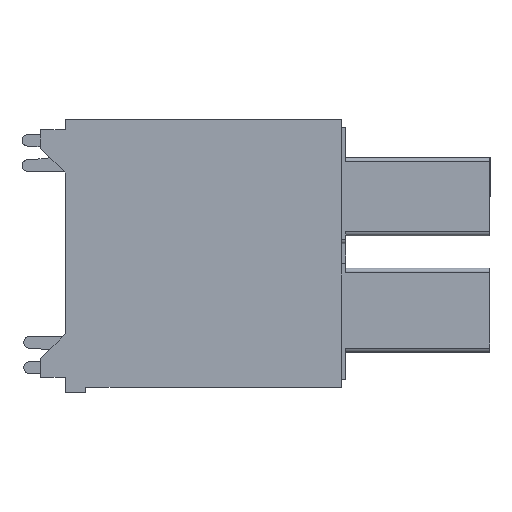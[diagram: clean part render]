
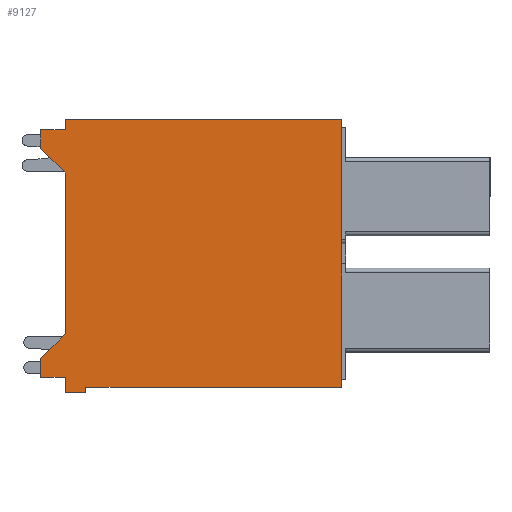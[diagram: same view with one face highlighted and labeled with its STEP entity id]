
A CAD part, left-side view. The second image highlights one B-rep face of the part: STEP entity #9127.
In plain terms, the highlighted planar face has unit normal (-1, 0, 0).
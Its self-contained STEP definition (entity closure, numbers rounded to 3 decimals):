
#974=ORIENTED_EDGE('',*,*,#3175,.F.);
#975=ORIENTED_EDGE('',*,*,#3485,.T.);
#976=ORIENTED_EDGE('',*,*,#3486,.F.);
#977=ORIENTED_EDGE('',*,*,#3487,.T.);
#978=ORIENTED_EDGE('',*,*,#3190,.F.);
#979=ORIENTED_EDGE('',*,*,#3488,.T.);
#980=ORIENTED_EDGE('',*,*,#3489,.T.);
#981=ORIENTED_EDGE('',*,*,#3144,.T.);
#982=ORIENTED_EDGE('',*,*,#3476,.T.);
#983=ORIENTED_EDGE('',*,*,#3301,.F.);
#984=ORIENTED_EDGE('',*,*,#3202,.F.);
#985=ORIENTED_EDGE('',*,*,#3490,.F.);
#986=ORIENTED_EDGE('',*,*,#3491,.T.);
#987=ORIENTED_EDGE('',*,*,#3492,.T.);
#3144=EDGE_CURVE('',#4483,#4497,#5393,.T.);
#3175=EDGE_CURVE('',#4526,#4527,#5416,.T.);
#3190=EDGE_CURVE('',#4541,#4542,#5431,.T.);
#3202=EDGE_CURVE('',#4553,#4554,#5443,.T.);
#3301=EDGE_CURVE('',#4554,#4633,#5542,.T.);
#3476=EDGE_CURVE('',#4497,#4633,#5692,.T.);
#3485=EDGE_CURVE('',#4526,#4737,#5701,.T.);
#3486=EDGE_CURVE('',#4738,#4737,#5702,.T.);
#3487=EDGE_CURVE('',#4738,#4542,#5703,.T.);
#3488=EDGE_CURVE('',#4541,#4739,#5704,.T.);
#3489=EDGE_CURVE('',#4739,#4483,#5705,.T.);
#3490=EDGE_CURVE('',#4740,#4553,#5706,.T.);
#3491=EDGE_CURVE('',#4740,#4741,#5707,.T.);
#3492=EDGE_CURVE('',#4741,#4527,#5708,.T.);
#4483=VERTEX_POINT('',#12799);
#4497=VERTEX_POINT('',#12827);
#4526=VERTEX_POINT('',#12892);
#4527=VERTEX_POINT('',#12894);
#4541=VERTEX_POINT('',#12923);
#4542=VERTEX_POINT('',#12925);
#4553=VERTEX_POINT('',#12948);
#4554=VERTEX_POINT('',#12950);
#4633=VERTEX_POINT('',#13147);
#4737=VERTEX_POINT('',#13688);
#4738=VERTEX_POINT('',#13690);
#4739=VERTEX_POINT('',#13693);
#4740=VERTEX_POINT('',#13696);
#4741=VERTEX_POINT('',#13698);
#5393=LINE('',#12828,#6524);
#5416=LINE('',#12893,#6547);
#5431=LINE('',#12924,#6562);
#5443=LINE('',#12949,#6574);
#5542=LINE('',#13146,#6673);
#5692=LINE('',#13671,#6823);
#5701=LINE('',#13687,#6832);
#5702=LINE('',#13689,#6833);
#5703=LINE('',#13691,#6834);
#5704=LINE('',#13692,#6835);
#5705=LINE('',#13694,#6836);
#5706=LINE('',#13695,#6837);
#5707=LINE('',#13697,#6838);
#5708=LINE('',#13699,#6839);
#6524=VECTOR('',#10297,1000.);
#6547=VECTOR('',#10346,1000.);
#6562=VECTOR('',#10363,1000.);
#6574=VECTOR('',#10377,1000.);
#6673=VECTOR('',#10514,1000.);
#6823=VECTOR('',#10802,1000.);
#6832=VECTOR('',#10815,1000.);
#6833=VECTOR('',#10816,1000.);
#6834=VECTOR('',#10817,1000.);
#6835=VECTOR('',#10818,1000.);
#6836=VECTOR('',#10819,1000.);
#6837=VECTOR('',#10820,1000.);
#6838=VECTOR('',#10821,1000.);
#6839=VECTOR('',#10822,1000.);
#7738=EDGE_LOOP('',(#974,#975,#976,#977,#978,#979,#980,#981,#982,#983,#984,
#985,#986,#987));
#8261=FACE_BOUND('',#7738,.T.);
#8744=PLANE('',#9687);
#9127=ADVANCED_FACE('',(#8261),#8744,.F.);
#9687=AXIS2_PLACEMENT_3D('',#13686,#10813,#10814);
#10297=DIRECTION('',(0.,-1.,0.));
#10346=DIRECTION('',(0.,0.,1.));
#10363=DIRECTION('',(0.,0.,1.));
#10377=DIRECTION('',(0.,0.,1.));
#10514=DIRECTION('',(0.,-1.,0.));
#10802=DIRECTION('',(0.,0.,1.));
#10813=DIRECTION('',(1.,0.,0.));
#10814=DIRECTION('',(0.,0.,-1.));
#10815=DIRECTION('',(0.,0.707,-0.707));
#10816=DIRECTION('',(0.,0.,1.));
#10817=DIRECTION('',(0.,-1.,0.));
#10818=DIRECTION('',(0.,-1.,0.));
#10819=DIRECTION('',(0.,0.,1.));
#10820=DIRECTION('',(0.,-1.,0.));
#10821=DIRECTION('',(0.,0.,-1.));
#10822=DIRECTION('',(0.,-0.707,-0.707));
#12799=CARTESIAN_POINT('',(-3.9,12.4,-6.5));
#12827=CARTESIAN_POINT('',(-3.9,0.,-6.5));
#12828=CARTESIAN_POINT('',(-3.9,13.4,-6.5));
#12892=CARTESIAN_POINT('',(-3.9,13.4,-3.9));
#12893=CARTESIAN_POINT('',(-3.9,13.4,-6.5));
#12894=CARTESIAN_POINT('',(-3.9,13.4,3.9));
#12923=CARTESIAN_POINT('',(-3.9,13.4,-6.75));
#12924=CARTESIAN_POINT('',(-3.9,13.4,-6.5));
#12925=CARTESIAN_POINT('',(-3.9,13.4,-6.));
#12948=CARTESIAN_POINT('',(-3.9,13.4,6.));
#12949=CARTESIAN_POINT('',(-3.9,13.4,-6.5));
#12950=CARTESIAN_POINT('',(-3.9,13.4,6.5));
#13146=CARTESIAN_POINT('',(-3.9,13.4,6.5));
#13147=CARTESIAN_POINT('',(-3.9,0.,6.5));
#13671=CARTESIAN_POINT('',(-3.9,0.,-6.5));
#13686=CARTESIAN_POINT('',(-3.9,13.4,-6.5));
#13687=CARTESIAN_POINT('',(-3.9,14.6,-5.1));
#13688=CARTESIAN_POINT('',(-3.9,14.6,-5.1));
#13689=CARTESIAN_POINT('',(-3.9,14.6,-6.));
#13690=CARTESIAN_POINT('',(-3.9,14.6,-6.));
#13691=CARTESIAN_POINT('',(-3.9,14.6,-6.));
#13692=CARTESIAN_POINT('',(-3.9,12.4,-6.75));
#13693=CARTESIAN_POINT('',(-3.9,12.4,-6.75));
#13694=CARTESIAN_POINT('',(-3.9,12.4,-6.5));
#13695=CARTESIAN_POINT('',(-3.9,14.6,6.));
#13696=CARTESIAN_POINT('',(-3.9,14.6,6.));
#13697=CARTESIAN_POINT('',(-3.9,14.6,6.));
#13698=CARTESIAN_POINT('',(-3.9,14.6,5.1));
#13699=CARTESIAN_POINT('',(-3.9,13.4,3.9));
